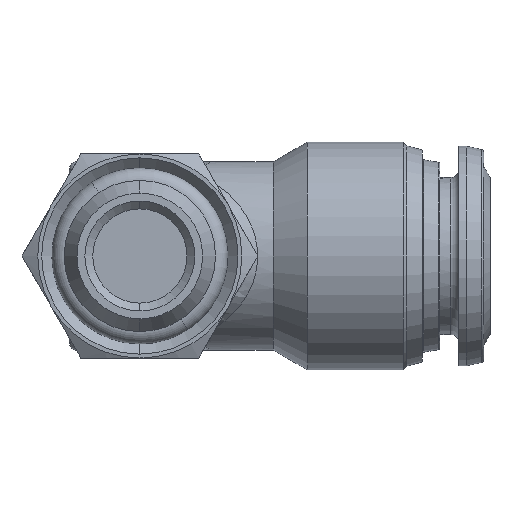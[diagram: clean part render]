
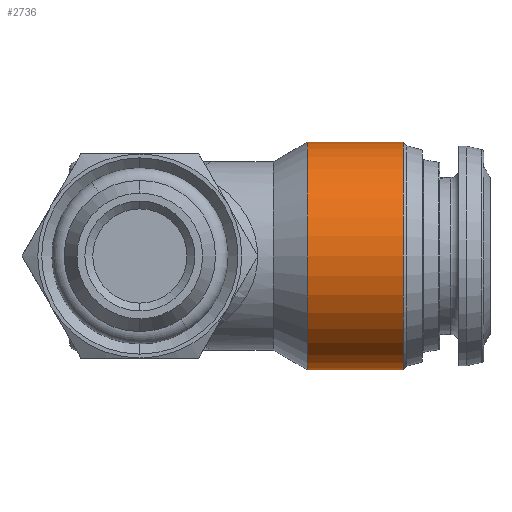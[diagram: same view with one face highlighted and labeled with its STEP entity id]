
A CAD part, front view. The second image highlights one B-rep face of the part: STEP entity #2736.
In plain terms, the highlighted cylindrical face has radius 7.25 mm (diameter 14.5 mm), a partial arc.
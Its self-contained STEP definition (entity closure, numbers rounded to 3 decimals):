
#148 = CARTESIAN_POINT ( 'NONE',  ( 16.768, 19.5, -7.25 ) ) ;
#149 = CARTESIAN_POINT ( 'NONE',  ( 16.768, 19.5, 7.25 ) ) ;
#151 = CARTESIAN_POINT ( 'NONE',  ( 10.665, 19.5, -7.25 ) ) ;
#176 = CARTESIAN_POINT ( 'NONE',  ( 10.665, 19.5, 7.25 ) ) ;
#476 = AXIS2_PLACEMENT_3D ( 'NONE', #5770, #5771, #5779 ) ;
#847 = VERTEX_POINT ( 'NONE', #148 ) ;
#848 = VERTEX_POINT ( 'NONE', #149 ) ;
#850 = VERTEX_POINT ( 'NONE', #151 ) ;
#875 = VERTEX_POINT ( 'NONE', #176 ) ;
#1224 = LINE ( 'NONE', #5421, #1236 ) ;
#1235 = LINE ( 'NONE', #5429, #1239 ) ;
#1236 = VECTOR ( 'NONE', #5427, 1000. ) ;
#1239 = VECTOR ( 'NONE', #5428, 1000. ) ;
#1435 = CIRCLE ( 'NONE', #4651, 7.25 ) ;
#2736 = ADVANCED_FACE ( 'NONE', ( #5648 ), #5656, .T. ) ;
#2854 = ORIENTED_EDGE ( 'NONE', *, *, #3899, .F. ) ;
#2855 = ORIENTED_EDGE ( 'NONE', *, *, #4118, .T. ) ;
#2856 = ORIENTED_EDGE ( 'NONE', *, *, #3897, .T. ) ;
#2857 = ORIENTED_EDGE ( 'NONE', *, *, #4042, .T. ) ;
#3422 = EDGE_LOOP ( 'NONE', ( #2854, #2855, #2856, #2857 ) ) ;
#3897 = EDGE_CURVE ( 'NONE', #850, #847, #1224, .T. ) ;
#3899 = EDGE_CURVE ( 'NONE', #875, #848, #1235, .T. ) ;
#4042 = EDGE_CURVE ( 'NONE', #847, #848, #1435, .T. ) ;
#4118 = EDGE_CURVE ( 'NONE', #875, #850, #6071, .T. ) ;
#4651 = AXIS2_PLACEMENT_3D ( 'NONE', #4878, #4879, #4880 ) ;
#4680 = AXIS2_PLACEMENT_3D ( 'NONE', #5114, #5115, #5116 ) ;
#4878 = CARTESIAN_POINT ( 'NONE',  ( 16.768, 19.5, 0. ) ) ;
#4879 = DIRECTION ( 'NONE',  ( -1., 0., 0. ) ) ;
#4880 = DIRECTION ( 'NONE',  ( 0., 0., 1. ) ) ;
#5114 = CARTESIAN_POINT ( 'NONE',  ( 10.665, 19.5, 0. ) ) ;
#5115 = DIRECTION ( 'NONE',  ( 1., 0., 0. ) ) ;
#5116 = DIRECTION ( 'NONE',  ( 0., 0., -1. ) ) ;
#5421 = CARTESIAN_POINT ( 'NONE',  ( 19.5, 19.5, -7.25 ) ) ;
#5427 = DIRECTION ( 'NONE',  ( 1., 0., 0. ) ) ;
#5428 = DIRECTION ( 'NONE',  ( 1., 0., 0. ) ) ;
#5429 = CARTESIAN_POINT ( 'NONE',  ( 19.5, 19.5, 7.25 ) ) ;
#5648 = FACE_OUTER_BOUND ( 'NONE', #3422, .T. ) ;
#5656 = CYLINDRICAL_SURFACE ( 'NONE', #476, 7.25 ) ;
#5770 = CARTESIAN_POINT ( 'NONE',  ( 19.5, 19.5, 0. ) ) ;
#5771 = DIRECTION ( 'NONE',  ( 1., 0., 0. ) ) ;
#5779 = DIRECTION ( 'NONE',  ( 0., 0., -1. ) ) ;
#6071 = CIRCLE ( 'NONE', #4680, 7.25 ) ;
